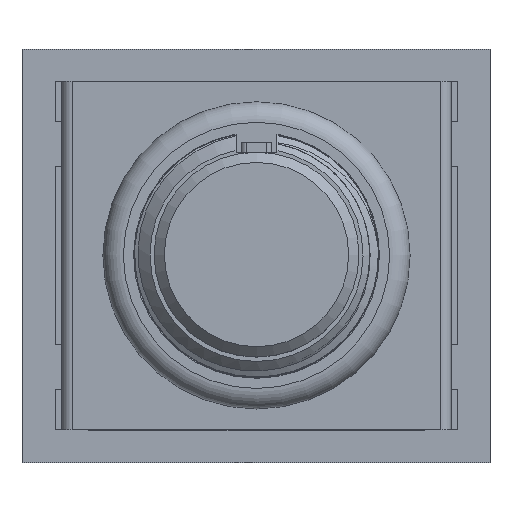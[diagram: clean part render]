
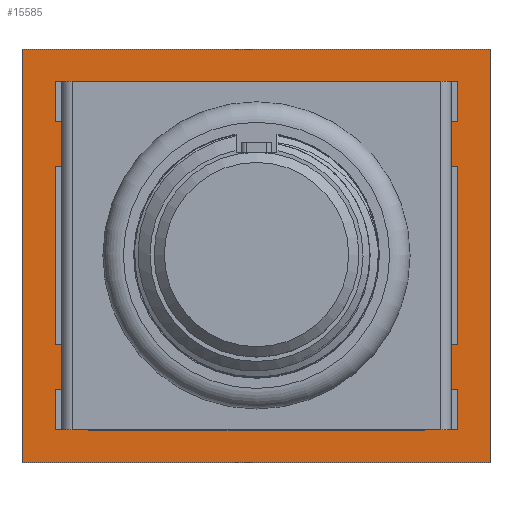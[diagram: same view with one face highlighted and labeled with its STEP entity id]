
A CAD part, top view. The second image highlights one B-rep face of the part: STEP entity #15585.
In plain terms, the highlighted planar face has unit normal (0, 0, 1).
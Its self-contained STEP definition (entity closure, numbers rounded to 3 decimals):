
#15374 = VERTEX_POINT('',#15375);
#15375 = CARTESIAN_POINT('',(144.65,-91.45,1.6));
#15381 = EDGE_CURVE('',#15374,#15382,#15384,.T.);
#15382 = VERTEX_POINT('',#15383);
#15383 = CARTESIAN_POINT('',(121.8,-91.45,1.6));
#15384 = LINE('',#15385,#15386);
#15385 = CARTESIAN_POINT('',(144.65,-91.45,1.6));
#15386 = VECTOR('',#15387,1.);
#15387 = DIRECTION('',(-1.,0.,0.));
#15414 = VERTEX_POINT('',#15415);
#15415 = CARTESIAN_POINT('',(144.65,-71.25,1.6));
#15421 = EDGE_CURVE('',#15414,#15374,#15422,.T.);
#15422 = LINE('',#15423,#15424);
#15423 = CARTESIAN_POINT('',(144.65,-71.25,1.6));
#15424 = VECTOR('',#15425,1.);
#15425 = DIRECTION('',(0.,-1.,0.));
#15443 = EDGE_CURVE('',#15382,#15444,#15446,.T.);
#15444 = VERTEX_POINT('',#15445);
#15445 = CARTESIAN_POINT('',(121.8,-71.25,1.6));
#15446 = LINE('',#15447,#15448);
#15447 = CARTESIAN_POINT('',(121.8,-91.45,1.6));
#15448 = VECTOR('',#15449,1.);
#15449 = DIRECTION('',(0.,1.,0.));
#15585 = ADVANCED_FACE('',(#15586,#15597,#15608,#15619,#15630,#15641,
    #15652,#15663,#15674,#15685),#15696,.T.);
#15586 = FACE_BOUND('',#15587,.T.);
#15587 = EDGE_LOOP('',(#15588,#15589,#15590,#15596));
#15588 = ORIENTED_EDGE('',*,*,#15381,.F.);
#15589 = ORIENTED_EDGE('',*,*,#15421,.F.);
#15590 = ORIENTED_EDGE('',*,*,#15591,.F.);
#15591 = EDGE_CURVE('',#15444,#15414,#15592,.T.);
#15592 = LINE('',#15593,#15594);
#15593 = CARTESIAN_POINT('',(121.8,-71.25,1.6));
#15594 = VECTOR('',#15595,1.);
#15595 = DIRECTION('',(1.,0.,0.));
#15596 = ORIENTED_EDGE('',*,*,#15443,.F.);
#15597 = FACE_BOUND('',#15598,.T.);
#15598 = EDGE_LOOP('',(#15599));
#15599 = ORIENTED_EDGE('',*,*,#15600,.T.);
#15600 = EDGE_CURVE('',#15601,#15601,#15603,.T.);
#15601 = VERTEX_POINT('',#15602);
#15602 = CARTESIAN_POINT('',(127.95,-86.89,1.6));
#15603 = CIRCLE('',#15604,0.74);
#15604 = AXIS2_PLACEMENT_3D('',#15605,#15606,#15607);
#15605 = CARTESIAN_POINT('',(127.95,-86.15,1.6));
#15606 = DIRECTION('',(-0.,0.,-1.));
#15607 = DIRECTION('',(0.,-1.,-0.));
#15608 = FACE_BOUND('',#15609,.T.);
#15609 = EDGE_LOOP('',(#15610));
#15610 = ORIENTED_EDGE('',*,*,#15611,.T.);
#15611 = EDGE_CURVE('',#15612,#15612,#15614,.T.);
#15612 = VERTEX_POINT('',#15613);
#15613 = CARTESIAN_POINT('',(133.25,-86.89,1.6));
#15614 = CIRCLE('',#15615,0.74);
#15615 = AXIS2_PLACEMENT_3D('',#15616,#15617,#15618);
#15616 = CARTESIAN_POINT('',(133.25,-86.15,1.6));
#15617 = DIRECTION('',(-0.,0.,-1.));
#15618 = DIRECTION('',(-0.,-1.,0.));
#15619 = FACE_BOUND('',#15620,.T.);
#15620 = EDGE_LOOP('',(#15621));
#15621 = ORIENTED_EDGE('',*,*,#15622,.T.);
#15622 = EDGE_CURVE('',#15623,#15623,#15625,.T.);
#15623 = VERTEX_POINT('',#15624);
#15624 = CARTESIAN_POINT('',(138.55,-86.89,1.6));
#15625 = CIRCLE('',#15626,0.74);
#15626 = AXIS2_PLACEMENT_3D('',#15627,#15628,#15629);
#15627 = CARTESIAN_POINT('',(138.55,-86.15,1.6));
#15628 = DIRECTION('',(-0.,0.,-1.));
#15629 = DIRECTION('',(-0.,-1.,0.));
#15630 = FACE_BOUND('',#15631,.T.);
#15631 = EDGE_LOOP('',(#15632));
#15632 = ORIENTED_EDGE('',*,*,#15633,.T.);
#15633 = EDGE_CURVE('',#15634,#15634,#15636,.T.);
#15634 = VERTEX_POINT('',#15635);
#15635 = CARTESIAN_POINT('',(138.55,-82.09,1.6));
#15636 = CIRCLE('',#15637,0.74);
#15637 = AXIS2_PLACEMENT_3D('',#15638,#15639,#15640);
#15638 = CARTESIAN_POINT('',(138.55,-81.35,1.6));
#15639 = DIRECTION('',(-0.,0.,-1.));
#15640 = DIRECTION('',(-0.,-1.,0.));
#15641 = FACE_BOUND('',#15642,.T.);
#15642 = EDGE_LOOP('',(#15643));
#15643 = ORIENTED_EDGE('',*,*,#15644,.T.);
#15644 = EDGE_CURVE('',#15645,#15645,#15647,.T.);
#15645 = VERTEX_POINT('',#15646);
#15646 = CARTESIAN_POINT('',(127.95,-82.09,1.6));
#15647 = CIRCLE('',#15648,0.74);
#15648 = AXIS2_PLACEMENT_3D('',#15649,#15650,#15651);
#15649 = CARTESIAN_POINT('',(127.95,-81.35,1.6));
#15650 = DIRECTION('',(-0.,0.,-1.));
#15651 = DIRECTION('',(0.,-1.,-0.));
#15652 = FACE_BOUND('',#15653,.T.);
#15653 = EDGE_LOOP('',(#15654));
#15654 = ORIENTED_EDGE('',*,*,#15655,.T.);
#15655 = EDGE_CURVE('',#15656,#15656,#15658,.T.);
#15656 = VERTEX_POINT('',#15657);
#15657 = CARTESIAN_POINT('',(127.95,-77.29,1.6));
#15658 = CIRCLE('',#15659,0.74);
#15659 = AXIS2_PLACEMENT_3D('',#15660,#15661,#15662);
#15660 = CARTESIAN_POINT('',(127.95,-76.55,1.6));
#15661 = DIRECTION('',(-0.,0.,-1.));
#15662 = DIRECTION('',(0.,-1.,-0.));
#15663 = FACE_BOUND('',#15664,.T.);
#15664 = EDGE_LOOP('',(#15665));
#15665 = ORIENTED_EDGE('',*,*,#15666,.T.);
#15666 = EDGE_CURVE('',#15667,#15667,#15669,.T.);
#15667 = VERTEX_POINT('',#15668);
#15668 = CARTESIAN_POINT('',(133.25,-82.09,1.6));
#15669 = CIRCLE('',#15670,0.74);
#15670 = AXIS2_PLACEMENT_3D('',#15671,#15672,#15673);
#15671 = CARTESIAN_POINT('',(133.25,-81.35,1.6));
#15672 = DIRECTION('',(-0.,0.,-1.));
#15673 = DIRECTION('',(-0.,-1.,0.));
#15674 = FACE_BOUND('',#15675,.T.);
#15675 = EDGE_LOOP('',(#15676));
#15676 = ORIENTED_EDGE('',*,*,#15677,.T.);
#15677 = EDGE_CURVE('',#15678,#15678,#15680,.T.);
#15678 = VERTEX_POINT('',#15679);
#15679 = CARTESIAN_POINT('',(133.25,-77.29,1.6));
#15680 = CIRCLE('',#15681,0.74);
#15681 = AXIS2_PLACEMENT_3D('',#15682,#15683,#15684);
#15682 = CARTESIAN_POINT('',(133.25,-76.55,1.6));
#15683 = DIRECTION('',(-0.,0.,-1.));
#15684 = DIRECTION('',(-0.,-1.,0.));
#15685 = FACE_BOUND('',#15686,.T.);
#15686 = EDGE_LOOP('',(#15687));
#15687 = ORIENTED_EDGE('',*,*,#15688,.T.);
#15688 = EDGE_CURVE('',#15689,#15689,#15691,.T.);
#15689 = VERTEX_POINT('',#15690);
#15690 = CARTESIAN_POINT('',(138.55,-77.29,1.6));
#15691 = CIRCLE('',#15692,0.74);
#15692 = AXIS2_PLACEMENT_3D('',#15693,#15694,#15695);
#15693 = CARTESIAN_POINT('',(138.55,-76.55,1.6));
#15694 = DIRECTION('',(-0.,0.,-1.));
#15695 = DIRECTION('',(-0.,-1.,0.));
#15696 = PLANE('',#15697);
#15697 = AXIS2_PLACEMENT_3D('',#15698,#15699,#15700);
#15698 = CARTESIAN_POINT('',(0.,0.,1.6));
#15699 = DIRECTION('',(0.,0.,1.));
#15700 = DIRECTION('',(1.,0.,-0.));
